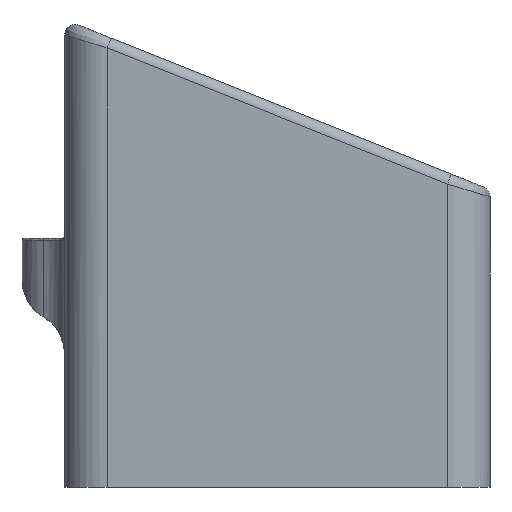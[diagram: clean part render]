
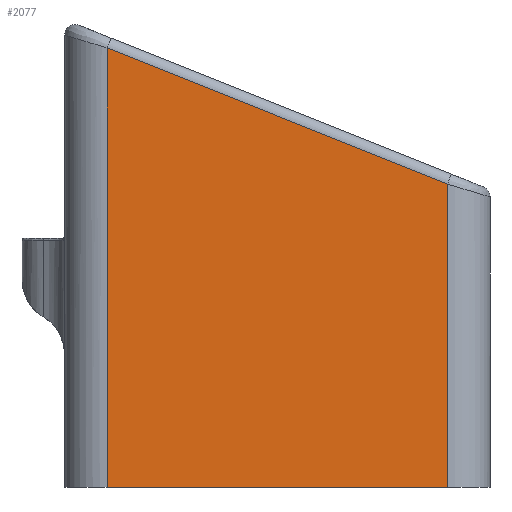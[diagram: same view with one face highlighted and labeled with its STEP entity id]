
A CAD part, left-side view. The second image highlights one B-rep face of the part: STEP entity #2077.
In plain terms, the highlighted planar face has unit normal (-1, 0, 0).
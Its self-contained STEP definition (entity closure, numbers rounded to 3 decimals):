
#82=PLANE('',#2279);
#157=LINE('',#3847,#308);
#169=LINE('',#3898,#320);
#172=LINE('',#3946,#323);
#192=LINE('',#4095,#343);
#308=VECTOR('',#2555,10.);
#320=VECTOR('',#2597,10.);
#323=VECTOR('',#2616,10.);
#343=VECTOR('',#2696,10.);
#511=FACE_OUTER_BOUND('',#648,.T.);
#648=EDGE_LOOP('',(#1590,#1591,#1592,#1593));
#895=VERTEX_POINT('',#3837);
#898=VERTEX_POINT('',#3845);
#922=VERTEX_POINT('',#3897);
#928=VERTEX_POINT('',#3942);
#1111=EDGE_CURVE('',#898,#895,#157,.T.);
#1136=EDGE_CURVE('',#895,#922,#169,.T.);
#1146=EDGE_CURVE('',#922,#928,#172,.T.);
#1189=EDGE_CURVE('',#928,#898,#192,.T.);
#1590=ORIENTED_EDGE('',*,*,#1111,.F.);
#1591=ORIENTED_EDGE('',*,*,#1189,.F.);
#1592=ORIENTED_EDGE('',*,*,#1146,.F.);
#1593=ORIENTED_EDGE('',*,*,#1136,.F.);
#2077=ADVANCED_FACE('',(#511),#82,.T.);
#2279=AXIS2_PLACEMENT_3D('',#4094,#2694,#2695);
#2555=DIRECTION('',(0.,0.,1.));
#2597=DIRECTION('',(0.,-0.928,-0.371));
#2616=DIRECTION('',(0.,0.,-1.));
#2694=DIRECTION('center_axis',(-1.,0.,0.));
#2695=DIRECTION('ref_axis',(0.,-1.,0.));
#2696=DIRECTION('',(0.,1.,0.));
#3837=CARTESIAN_POINT('',(-92.5,40.,103.307));
#3845=CARTESIAN_POINT('',(-92.5,40.,0.));
#3847=CARTESIAN_POINT('',(-92.5,40.,0.));
#3897=CARTESIAN_POINT('',(-92.5,-40.,71.307));
#3898=CARTESIAN_POINT('',(-92.5,31.963,100.093));
#3942=CARTESIAN_POINT('',(-92.5,-40.,0.));
#3946=CARTESIAN_POINT('',(-92.5,-40.,0.));
#4094=CARTESIAN_POINT('Origin',(-92.5,50.,0.));
#4095=CARTESIAN_POINT('',(-92.5,-50.,0.));
